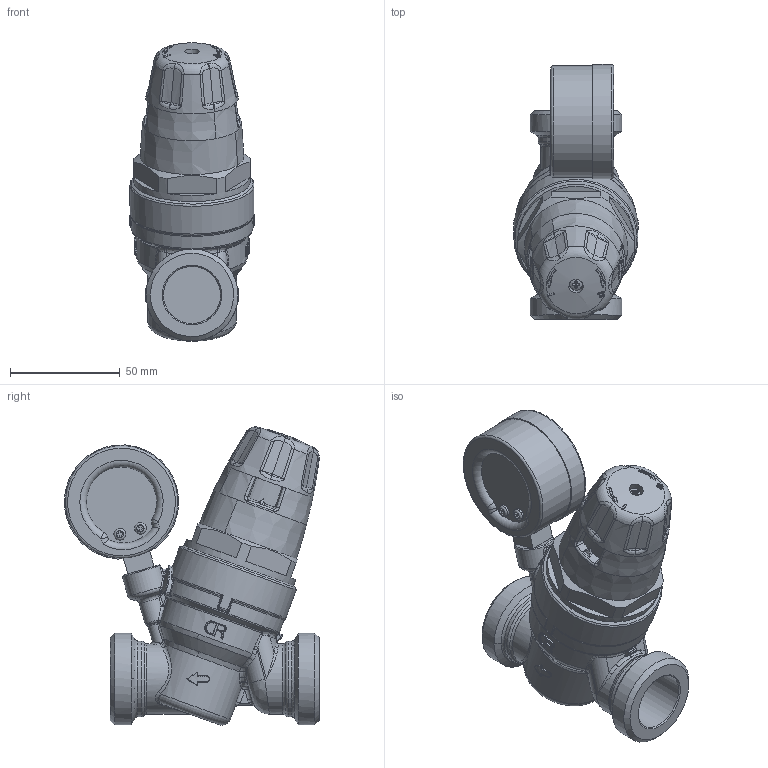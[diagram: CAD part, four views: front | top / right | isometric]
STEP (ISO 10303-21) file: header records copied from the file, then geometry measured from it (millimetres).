
FILE_DESCRIPTION(/* description */ (''),/* implementation_level */ '2;1');
FILE_NAME(/* name */ 'NA535861HA_Simplify_1.stp',/* time_stamp */ '2025-08-19T10:49:16-05:00',/* author */ ('ischreiner'),/* organization */ (''),/* preprocessor_version */ 'ST-DEVELOPER v20',/* originating_system */ 'Autodesk Inventor 2025',/* authorisation */ '');
FILE_SCHEMA (('AUTOMOTIVE_DESIGN { 1 0 10303 214 3 1 1 }'));
Length unit declared in the file: inch
Products named in the file (1): NA535861HA_Simplify_1
Bounding box: 56.5 x 116 x 135.67 mm (x, y, z)
Volume: 308726.1 mm3; surface area: 48349 mm2
Topology: 4 solids, 4 shells, 1478 faces, 3918 edges, 2451 vertices
Faces by surface type: plane 708, bspline 384, cylinder 211, torus 103, sphere 42, cone 30
Full cylindrical faces by diameter (mm): 1.089 x2, 2.723 x1, 3.81 x1, 5.3 x2, 6 x1, 6.5 x1, 7.95 x1, 8.753 x1, 10.16 x1, 18 x1, 26 x2, 32 x2, 34.5 x2, 36.1 x1, 36.7 x1, 41.8 x2, 44 x1, 51 x1, 52 x1, 53 x1, 56.509 x1
Entity records: 73776 total; most frequent: CARTESIAN_POINT 36986, ORIENTED_EDGE 7768, DIRECTION 7091, EDGE_CURVE 3884, AXIS2_PLACEMENT_3D 2910, VERTEX_POINT 2451, EDGE_LOOP 1519, STYLED_ITEM 1482
